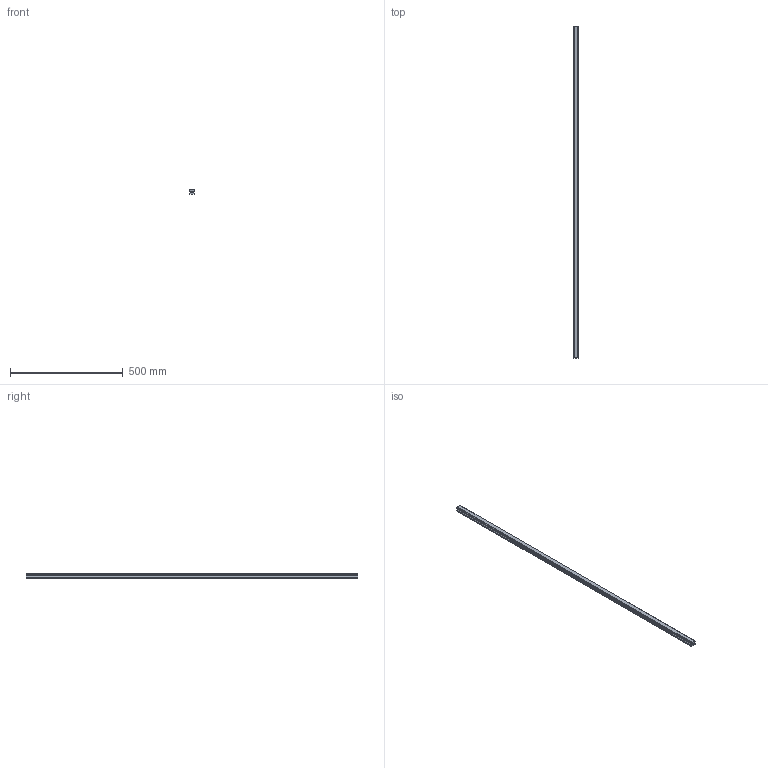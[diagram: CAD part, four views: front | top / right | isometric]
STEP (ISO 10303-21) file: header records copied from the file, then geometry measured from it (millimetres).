
FILE_DESCRIPTION(('STEP AP214'),'1');
FILE_NAME('cctmp_A3AAB22F-F461-4C77-8776-5067035087B2_2021_01_25_11_23_22_0802..stp','2021-01-25T10:23:22',('HIWIN GmbH'),('CADClick - www.CADClick.com'),'Spatial InterOp 3D',' ','unknown authorization');
FILE_SCHEMA(('AUTOMOTIVE_DESIGN'));
Length unit declared in the file: millimetre
Products named in the file (1): HGR25T1470C_FILE
Bounding box: 23 x 1470 x 22 mm (x, y, z)
Volume: 635434 mm3; surface area: 140089.2 mm2
Topology: 1 solids, 1 shells, 286 faces, 865 edges, 535 vertices
Faces by surface type: plane 164, cylinder 72, cone 50
Entity records: 11735 total; most frequent: DIRECTION 1733, CARTESIAN_POINT 1637, ORIENTED_EDGE 1630, EDGE_CURVE 815, AXIS2_PLACEMENT_3D 631, VERTEX_POINT 535, LINE 471, VECTOR 471
